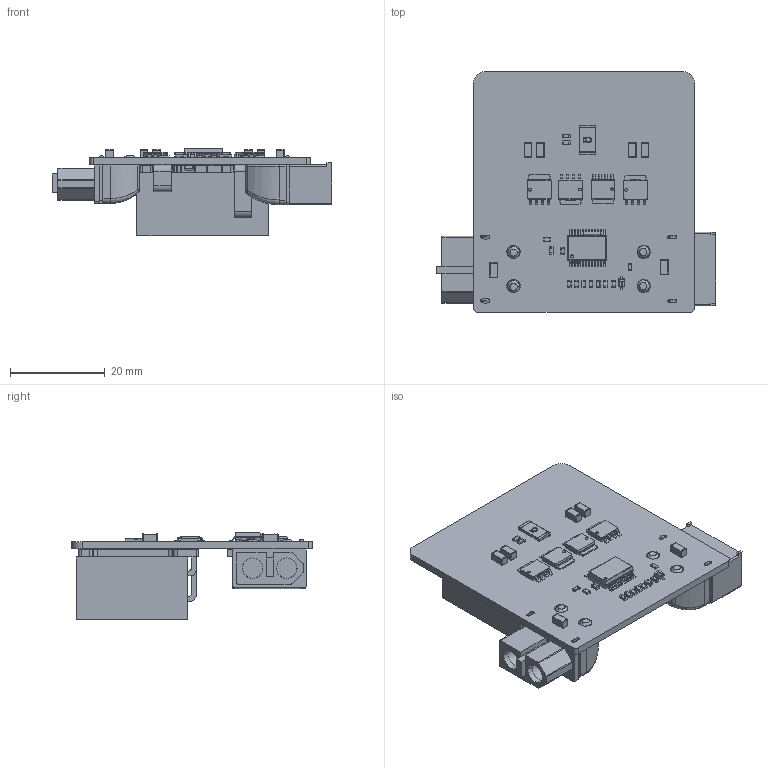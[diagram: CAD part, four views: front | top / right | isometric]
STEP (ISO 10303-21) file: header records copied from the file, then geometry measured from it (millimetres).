
FILE_DESCRIPTION(('Open CASCADE Model'),'2;1');
FILE_NAME('Open CASCADE Shape Model','2022-09-04T20:27:48',('Author'),( 'Open CASCADE'),'Open CASCADE STEP processor 7.5','Open CASCADE 7.5' ,'Unknown');
FILE_SCHEMA(('AUTOMOTIVE_DESIGN { 1 0 10303 214 1 1 1 1 }'));
Length unit declared in the file: millimetre
Products named in the file (66): PCB; Board; Open CASCADE STEP translator 7.5 1.1.1; R9; User Library-res0603-1; D3; User Library-SOD323_SC76; C16; User Library-cap_0603_lowprofile; Input; XT60PW MALE; Output; XT60PW FEMALE; C15; 6091586496; C14; C13; 6151685920; C5; C3; C1; R8; R7; R6; Resistor_2512_Ohm; Pin1Body; Pin2Body; CeramicBody; CoatingBody; TextBody; R5; R4; R3; R2; R1; Q4; User Library-LFPAK_mod; User Library-LFPAK_1_1; User Library-LFPAK_5_1; User Library-LFPAK_6_1 ...
Assembly tree (88 placements, depth 4):
  PCB
    Board
      Open CASCADE STEP translator 7.5 1.1.1
    R9
      User Library-res0603-1
    D3
      User Library-SOD323_SC76
    C16
      User Library-cap_0603_lowprofile
    Input
      XT60PW MALE
    Output
      XT60PW FEMALE
    C15
      6091586496
    C14
      6091586496
    C13
      6151685920
    C5
      6091586496
    C3
      6091586496
    C1
      6151685920
    R8
      User Library-res0603-1
    R7
      User Library-res0603-1
    R6
      Resistor_2512_Ohm
        Pin1Body
        Pin2Body
        CeramicBody
        CoatingBody
        TextBody
    R5
      User Library-res0603-1
    R4
      User Library-res0603-1
    R3
      User Library-res0603-1
    R2
      User Library-res0603-1
    R1
      User Library-res0603-1
    Q4
      User Library-LFPAK_mod
        User Library-LFPAK_1_1
        User Library-LFPAK_5_1
        User Library-LFPAK_6_1
        User Library-LFPAK_7_1
        User Library-LFPAK_4_1
        User Library-LFPAK_2_1
        User Library-LFPAK_3_1
    Q3
      User Library-LFPAK_mod
        User Library-LFPAK_1_1
        User Library-LFPAK_5_1
        User Library-LFPAK_6_1
Bounding box: 59.01 x 50.8 x 18.57 mm (x, y, z)
Volume: 16255.6 mm3; surface area: 13252.4 mm2
Topology: 89 solids, 91 shells, 2522 faces, 6630 edges, 4303 vertices
Faces by surface type: plane 1600, cylinder 724, bspline 82, sphere 52, extrusion 24, torus 20, revolution 12, cone 8
Full cylindrical faces by diameter (mm): 0.662 x1, 2.8 x4
Entity records: 49066 total; most frequent: CARTESIAN_POINT 9441, ORIENTED_EDGE 6958, DIRECTION 6571, EDGE_CURVE 3479, VECTOR 2505, LINE 2481, VERTEX_POINT 2289, AXIS2_PLACEMENT_3D 2027
